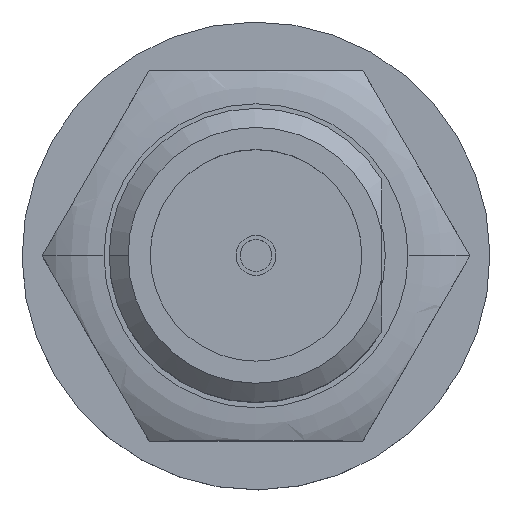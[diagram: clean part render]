
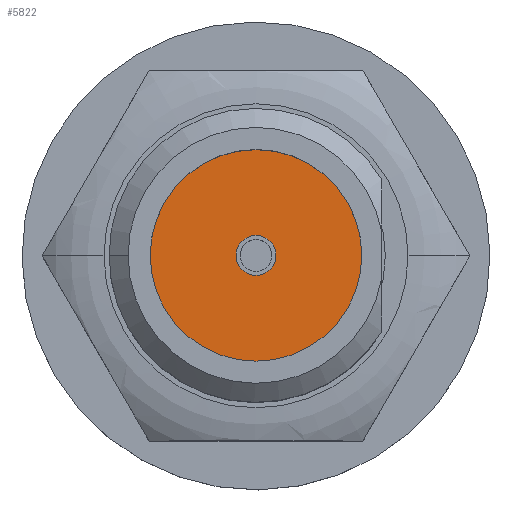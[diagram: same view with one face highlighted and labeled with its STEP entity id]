
A CAD part, top view. The second image highlights one B-rep face of the part: STEP entity #5822.
In plain terms, the highlighted planar face has unit normal (0, 0, 1).
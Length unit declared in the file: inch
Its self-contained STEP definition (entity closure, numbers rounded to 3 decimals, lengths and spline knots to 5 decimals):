
#108 = EDGE_LOOP ( 'NONE', ( #1793, #3854 ) ) ;
#144 = AXIS2_PLACEMENT_3D ( 'NONE', #3549, #5587, #2016 ) ;
#353 = VERTEX_POINT ( 'NONE', #1217 ) ;
#671 = DIRECTION ( 'NONE',  ( 0., 0., 1. ) ) ;
#992 = AXIS2_PLACEMENT_3D ( 'NONE', #1312, #4270, #2378 ) ;
#1111 = CARTESIAN_POINT ( 'NONE',  ( -0.09, 0., -0.078 ) ) ;
#1217 = CARTESIAN_POINT ( 'NONE',  ( 0.09, 0., -0.078 ) ) ;
#1278 = AXIS2_PLACEMENT_3D ( 'NONE', #4826, #5927, #1930 ) ;
#1312 = CARTESIAN_POINT ( 'NONE',  ( 0., 0., -0.078 ) ) ;
#1328 = PLANE ( 'NONE',  #6187 ) ;
#1435 = CARTESIAN_POINT ( 'NONE',  ( 0.017, 0., -0.078 ) ) ;
#1635 = DIRECTION ( 'NONE',  ( 1., 0., 0. ) ) ;
#1793 = ORIENTED_EDGE ( 'NONE', *, *, #4963, .T. ) ;
#1930 = DIRECTION ( 'NONE',  ( 1., 0., 0. ) ) ;
#2016 = DIRECTION ( 'NONE',  ( 1., 0., 0. ) ) ;
#2378 = DIRECTION ( 'NONE',  ( 1., 0., 0. ) ) ;
#2573 = ORIENTED_EDGE ( 'NONE', *, *, #5521, .F. ) ;
#2976 = CIRCLE ( 'NONE', #144, 0.017 ) ;
#3265 = CIRCLE ( 'NONE', #1278, 0.09 ) ;
#3290 = FACE_OUTER_BOUND ( 'NONE', #108, .T. ) ;
#3399 = AXIS2_PLACEMENT_3D ( 'NONE', #6207, #6104, #1635 ) ;
#3549 = CARTESIAN_POINT ( 'NONE',  ( 0., 0., -0.078 ) ) ;
#3595 = ORIENTED_EDGE ( 'NONE', *, *, #6326, .F. ) ;
#3664 = DIRECTION ( 'NONE',  ( 1., 0., 0. ) ) ;
#3842 = EDGE_CURVE ( 'NONE', #5464, #353, #3265, .T. ) ;
#3854 = ORIENTED_EDGE ( 'NONE', *, *, #3842, .T. ) ;
#4270 = DIRECTION ( 'NONE',  ( 0., 0., 1. ) ) ;
#4476 = CARTESIAN_POINT ( 'NONE',  ( -0.017, 0., -0.078 ) ) ;
#4826 = CARTESIAN_POINT ( 'NONE',  ( 0., 0., -0.078 ) ) ;
#4843 = CIRCLE ( 'NONE', #3399, 0.09 ) ;
#4963 = EDGE_CURVE ( 'NONE', #353, #5464, #4843, .T. ) ;
#5046 = EDGE_LOOP ( 'NONE', ( #3595, #2573 ) ) ;
#5138 = CARTESIAN_POINT ( 'NONE',  ( 0., 0., -0.078 ) ) ;
#5204 = FACE_BOUND ( 'NONE', #5046, .T. ) ;
#5367 = CIRCLE ( 'NONE', #992, 0.017 ) ;
#5464 = VERTEX_POINT ( 'NONE', #1111 ) ;
#5521 = EDGE_CURVE ( 'NONE', #6186, #6313, #5367, .T. ) ;
#5587 = DIRECTION ( 'NONE',  ( 0., 0., 1. ) ) ;
#5822 = ADVANCED_FACE ( 'NONE', ( #3290, #5204 ), #1328, .T. ) ;
#5927 = DIRECTION ( 'NONE',  ( 0., 0., 1. ) ) ;
#6104 = DIRECTION ( 'NONE',  ( 0., 0., 1. ) ) ;
#6186 = VERTEX_POINT ( 'NONE', #1435 ) ;
#6187 = AXIS2_PLACEMENT_3D ( 'NONE', #5138, #671, #3664 ) ;
#6207 = CARTESIAN_POINT ( 'NONE',  ( 0., 0., -0.078 ) ) ;
#6313 = VERTEX_POINT ( 'NONE', #4476 ) ;
#6326 = EDGE_CURVE ( 'NONE', #6313, #6186, #2976, .T. ) ;
